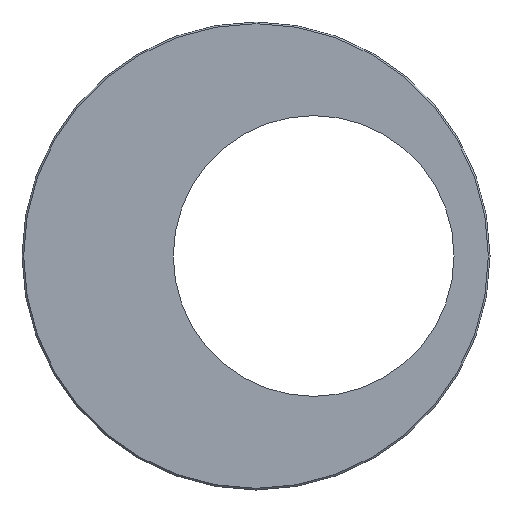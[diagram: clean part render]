
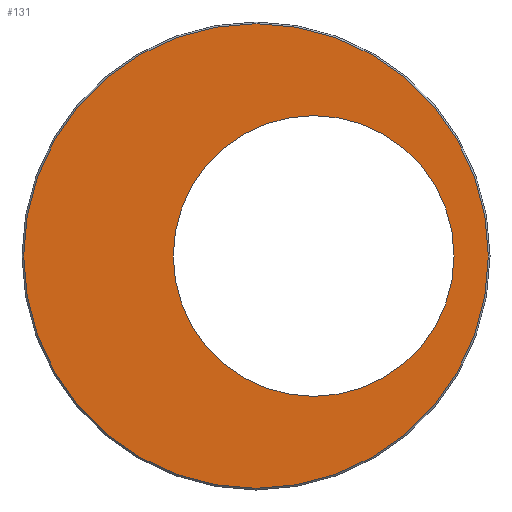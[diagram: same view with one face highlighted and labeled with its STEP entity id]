
A CAD part, front view. The second image highlights one B-rep face of the part: STEP entity #131.
In plain terms, the highlighted planar face has unit normal (0, -1, 0).
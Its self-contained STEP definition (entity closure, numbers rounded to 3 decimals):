
#20=FACE_BOUND('',#43,.T.);
#23=PLANE('',#160);
#32=FACE_OUTER_BOUND('',#42,.T.);
#42=EDGE_LOOP('',(#108));
#43=EDGE_LOOP('',(#109));
#65=CIRCLE('',#159,27.8);
#66=CIRCLE('',#161,16.8);
#74=VERTEX_POINT('',#234);
#75=VERTEX_POINT('',#238);
#86=EDGE_CURVE('',#74,#74,#65,.T.);
#87=EDGE_CURVE('',#75,#75,#66,.T.);
#108=ORIENTED_EDGE('',*,*,#86,.F.);
#109=ORIENTED_EDGE('',*,*,#87,.F.);
#131=ADVANCED_FACE('',(#32,#20),#23,.F.);
#159=AXIS2_PLACEMENT_3D('',#236,#193,#194);
#160=AXIS2_PLACEMENT_3D('',#237,#195,#196);
#161=AXIS2_PLACEMENT_3D('',#239,#197,#198);
#193=DIRECTION('center_axis',(0.,1.,0.));
#194=DIRECTION('ref_axis',(1.,0.,0.));
#195=DIRECTION('center_axis',(0.,1.,0.));
#196=DIRECTION('ref_axis',(1.,0.,0.));
#197=DIRECTION('center_axis',(0.,-1.,0.));
#198=DIRECTION('ref_axis',(1.,0.,0.));
#234=CARTESIAN_POINT('',(-27.8,0.,0.));
#236=CARTESIAN_POINT('Origin',(0.,0.,0.));
#237=CARTESIAN_POINT('Origin',(0.,0.,0.));
#238=CARTESIAN_POINT('',(-9.9,0.,0.));
#239=CARTESIAN_POINT('Origin',(6.9,0.,0.));
